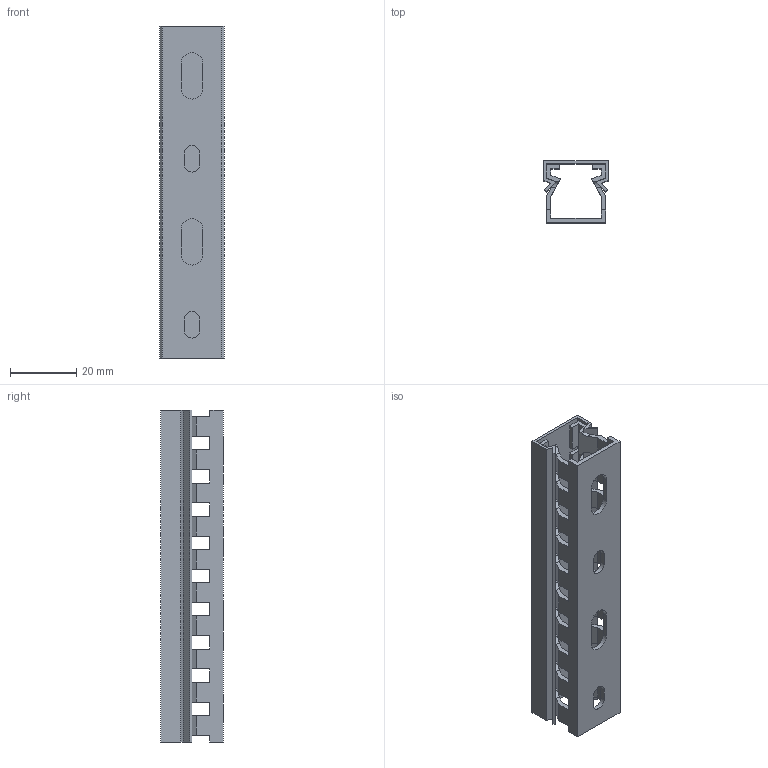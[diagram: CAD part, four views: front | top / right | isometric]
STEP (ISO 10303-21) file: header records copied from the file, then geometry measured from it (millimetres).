
FILE_DESCRIPTION((''),'2;1');
FILE_NAME('BA6150150_P_ASM','2022-04-13T16:01:06',('houdec'),(''),'CREO PARAMETRIC BY PTC INC, 2021304','CREO PARAMETRIC BY PTC INC, 2021304','');
FILE_SCHEMA(('CONFIG_CONTROL_DESIGN','SHAPE_APPEARANCE_LAYERS_GROUPS'));
Length unit declared in the file: millimetre
Products named in the file (4): 01389-M_AF0_1; 31315-M_ASM_1_ASM; 11269-M_1; BA6150150_P_ASM
Assembly tree (3 placements, depth 3):
  BA6150150_P_ASM
    31315-M_ASM_1_ASM
      01389-M_AF0_1
    11269-M_1
Bounding box: 19.4 x 18.8 x 100 mm (x, y, z)
Volume: 9917.9 mm3; surface area: 19459.7 mm2
Topology: 2 solids, 2 shells, 375 faces, 1113 edges, 742 vertices
Faces by surface type: plane 327, cylinder 48
Entity records: 12804 total; most frequent: CARTESIAN_POINT 2558, ORIENTED_EDGE 2226, DIRECTION 1815, EDGE_CURVE 1113, VECTOR 1017, LINE 1017, VERTEX_POINT 742, AXIS2_PLACEMENT_3D 399
